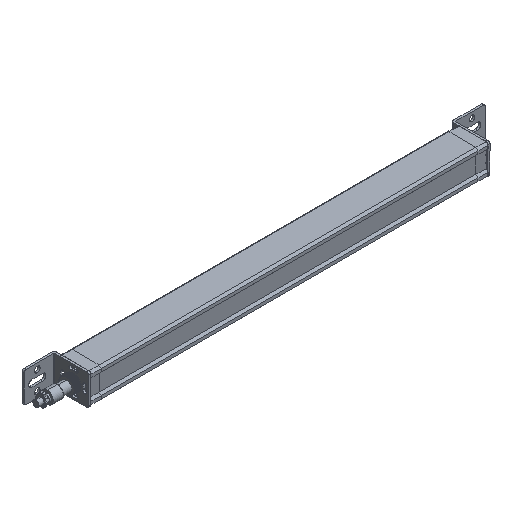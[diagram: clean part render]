
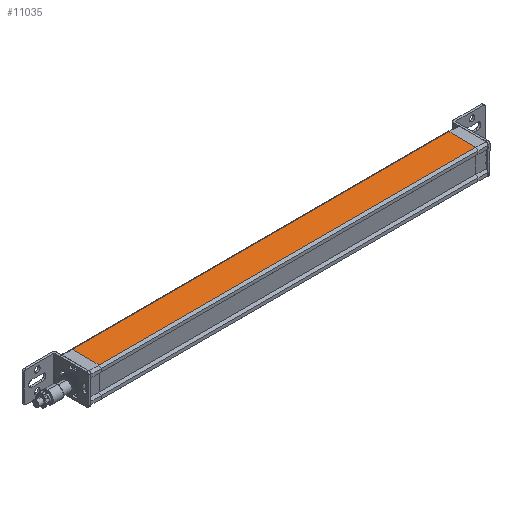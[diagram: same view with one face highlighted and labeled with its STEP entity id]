
A CAD part, isometric view. The second image highlights one B-rep face of the part: STEP entity #11035.
In plain terms, the highlighted planar face has unit normal (0, 0, 1).
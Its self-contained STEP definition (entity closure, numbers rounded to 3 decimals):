
#60 = EDGE_CURVE ( 'NONE', #7373, #3971, #12103, .T. ) ;
#911 = CARTESIAN_POINT ( 'NONE',  ( 0., 13.5, 15. ) ) ;
#1796 = VERTEX_POINT ( 'NONE', #16036 ) ;
#1866 = VECTOR ( 'NONE', #16162, 1000. ) ;
#1872 = EDGE_CURVE ( 'NONE', #3971, #8038, #15540, .T. ) ;
#2128 = AXIS2_PLACEMENT_3D ( 'NONE', #4285, #14883, #7008 ) ;
#2830 = CARTESIAN_POINT ( 'NONE',  ( 370., 13.5, 15. ) ) ;
#2969 = DIRECTION ( 'NONE',  ( -1., 0., 0. ) ) ;
#3657 = EDGE_CURVE ( 'NONE', #1796, #8038, #6414, .T. ) ;
#3971 = VERTEX_POINT ( 'NONE', #4635 ) ;
#4246 = CARTESIAN_POINT ( 'NONE',  ( 370., -13., 15. ) ) ;
#4285 = CARTESIAN_POINT ( 'NONE',  ( 370., 13.5, 15. ) ) ;
#4635 = CARTESIAN_POINT ( 'NONE',  ( 370., -13., 15. ) ) ;
#4796 = EDGE_CURVE ( 'NONE', #7373, #1796, #15067, .T. ) ;
#6414 = LINE ( 'NONE', #911, #16537 ) ;
#7008 = DIRECTION ( 'NONE',  ( -1., 0., 0. ) ) ;
#7373 = VERTEX_POINT ( 'NONE', #2830 ) ;
#7537 = ORIENTED_EDGE ( 'NONE', *, *, #3657, .T. ) ;
#7570 = DIRECTION ( 'NONE',  ( 0., -1., 0. ) ) ;
#7990 = FACE_OUTER_BOUND ( 'NONE', #15631, .T. ) ;
#8038 = VERTEX_POINT ( 'NONE', #8610 ) ;
#8230 = VECTOR ( 'NONE', #15090, 1000. ) ;
#8610 = CARTESIAN_POINT ( 'NONE',  ( 0., -13., 15. ) ) ;
#9467 = CARTESIAN_POINT ( 'NONE',  ( 370., 13.5, 15. ) ) ;
#10134 = ORIENTED_EDGE ( 'NONE', *, *, #60, .F. ) ;
#10891 = PLANE ( 'NONE',  #2128 ) ;
#11035 = ADVANCED_FACE ( 'NONE', ( #7990 ), #10891, .F. ) ;
#12103 = LINE ( 'NONE', #14317, #8230 ) ;
#12989 = VECTOR ( 'NONE', #2969, 1000. ) ;
#14317 = CARTESIAN_POINT ( 'NONE',  ( 370., 13.5, 15. ) ) ;
#14446 = ORIENTED_EDGE ( 'NONE', *, *, #4796, .T. ) ;
#14883 = DIRECTION ( 'NONE',  ( 0., 0., -1. ) ) ;
#15067 = LINE ( 'NONE', #9467, #12989 ) ;
#15090 = DIRECTION ( 'NONE',  ( 0., -1., 0. ) ) ;
#15540 = LINE ( 'NONE', #4246, #1866 ) ;
#15631 = EDGE_LOOP ( 'NONE', ( #7537, #16027, #10134, #14446 ) ) ;
#16027 = ORIENTED_EDGE ( 'NONE', *, *, #1872, .F. ) ;
#16036 = CARTESIAN_POINT ( 'NONE',  ( 0., 13.5, 15. ) ) ;
#16162 = DIRECTION ( 'NONE',  ( -1., 0., 0. ) ) ;
#16537 = VECTOR ( 'NONE', #7570, 1000. ) ;
